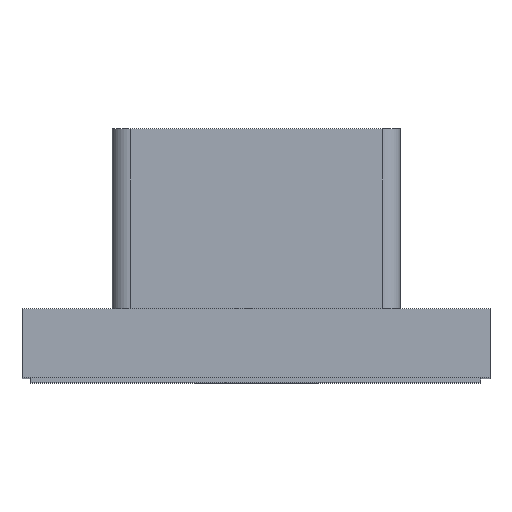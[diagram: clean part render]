
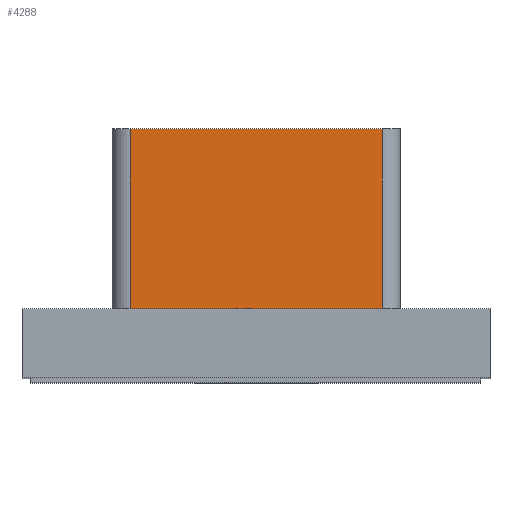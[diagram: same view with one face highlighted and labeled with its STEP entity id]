
A CAD part, top view. The second image highlights one B-rep face of the part: STEP entity #4288.
In plain terms, the highlighted face is planar.
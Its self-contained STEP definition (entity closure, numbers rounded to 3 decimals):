
#4123=DIRECTION('',(0.,0.,-1.));
#4124=VECTOR('',#4123,1.4);
#4125=CARTESIAN_POINT('',(0.5,0.,0.7));
#4126=LINE('',#4125,#4124);
#4130=DIRECTION('',(0.,-1.,0.));
#4131=VECTOR('',#4130,1.);
#4132=CARTESIAN_POINT('',(0.5,1.,-0.7));
#4133=LINE('',#4132,#4131);
#4137=DIRECTION('',(0.,-1.,0.));
#4138=VECTOR('',#4137,1.);
#4139=CARTESIAN_POINT('',(0.5,1.,0.7));
#4140=LINE('',#4139,#4138);
#4180=DIRECTION('',(0.,0.,-1.));
#4181=VECTOR('',#4180,1.4);
#4182=CARTESIAN_POINT('',(0.5,1.,0.7));
#4183=LINE('',#4182,#4181);
#4225=CARTESIAN_POINT('',(0.5,0.,-0.7));
#4227=VERTEX_POINT('',#4225);
#4228=CARTESIAN_POINT('',(0.5,1.,-0.7));
#4229=VERTEX_POINT('',#4228);
#4232=CARTESIAN_POINT('',(0.5,0.,0.7));
#4234=VERTEX_POINT('',#4232);
#4238=CARTESIAN_POINT('',(0.5,1.,0.7));
#4239=VERTEX_POINT('',#4238);
#4275=CARTESIAN_POINT('',(0.5,0.,0.8));
#4276=DIRECTION('',(1.,0.,0.));
#4277=DIRECTION('',(0.,0.,-1.));
#4278=AXIS2_PLACEMENT_3D('',#4275,#4276,#4277);
#4279=PLANE('',#4278);
#4280=ORIENTED_EDGE('',*,*,#4266,.T.);
#4281=ORIENTED_EDGE('',*,*,#4255,.F.);
#4283=ORIENTED_EDGE('',*,*,#4282,.F.);
#4285=ORIENTED_EDGE('',*,*,#4284,.T.);
#4286=EDGE_LOOP('',(#4280,#4281,#4283,#4285));
#4287=FACE_OUTER_BOUND('',#4286,.F.);
#4288=ADVANCED_FACE('',(#4287),#4279,.T.);
#4255=EDGE_CURVE('',#4234,#4227,#4126,.T.);
#4266=EDGE_CURVE('',#4229,#4227,#4133,.T.);
#4282=EDGE_CURVE('',#4239,#4234,#4140,.T.);
#4284=EDGE_CURVE('',#4239,#4229,#4183,.T.);
